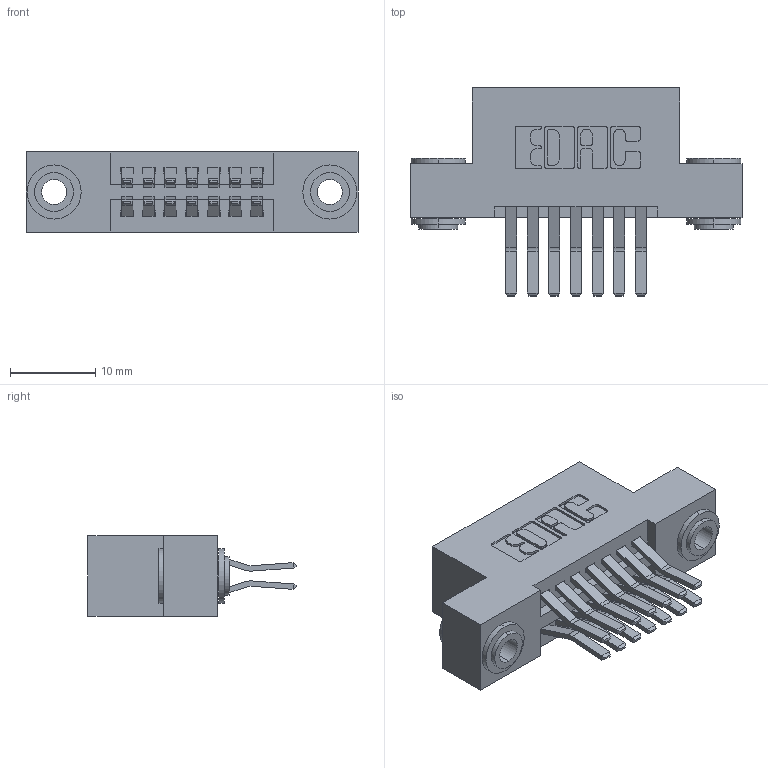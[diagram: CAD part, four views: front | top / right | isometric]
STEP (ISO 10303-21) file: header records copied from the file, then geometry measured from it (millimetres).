
FILE_DESCRIPTION (( 'STEP AP203' ), '1' );
FILE_NAME ('395-014-560-203.STEP', '2018-11-06T12:16:10', ( '' ), ( '' ), 'SwSTEP 2.0', 'SolidWorks 2016', '' );
FILE_SCHEMA (( 'CONFIG_CONTROL_DESIGN' ));
Length unit declared in the file: inch
Products named in the file (4): 345-250-002_345-250-002-102; 345 Part_Flush Mounting Lugs - 0.156 Dia-TH; 345-292-001_560 Tail; 395-014-560-203
Assembly tree (17 placements, depth 2):
  395-014-560-203
    345 Part_Flush Mounting Lugs - 0.156 Dia-TH
    345-292-001_560 Tail  x14
    345-250-002_345-250-002-102  x2
Bounding box: 38.99 x 24.45 x 9.4 mm (x, y, z)
Volume: 3573.7 mm3; surface area: 5045.6 mm2
Topology: 17 solids, 17 shells, 892 faces, 2587 edges, 1702 vertices
Faces by surface type: plane 552, cylinder 332, cone 8
Entity records: 10942 total; most frequent: CARTESIAN_POINT 1843, ORIENTED_EDGE 1770, DIRECTION 1703, EDGE_CURVE 885, VECTOR 697, LINE 697, VERTEX_POINT 586, AXIS2_PLACEMENT_3D 503
